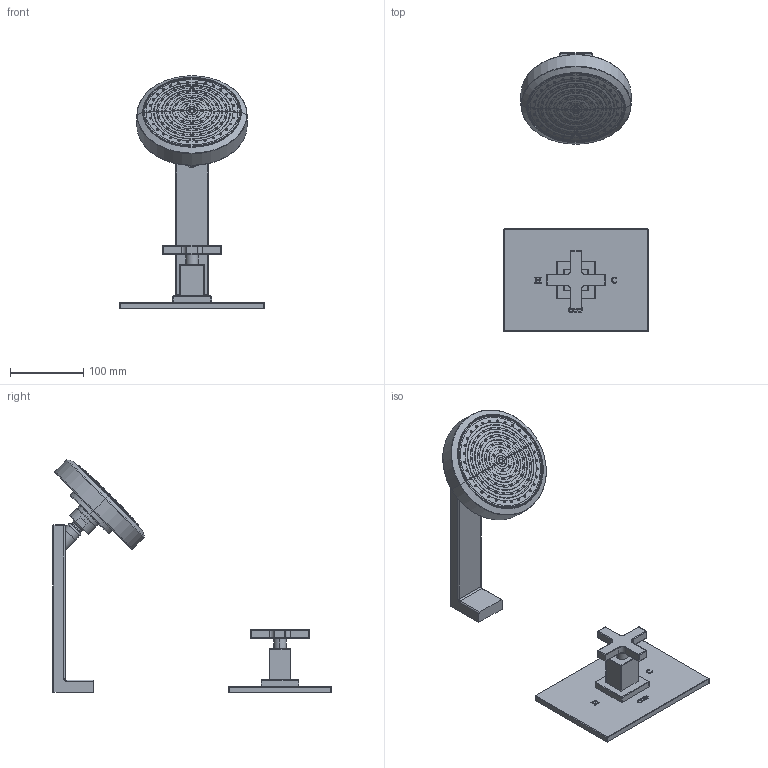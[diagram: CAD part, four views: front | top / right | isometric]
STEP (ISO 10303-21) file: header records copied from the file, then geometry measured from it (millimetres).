
FILE_DESCRIPTION((''),'2;1');
FILE_NAME('3-2994BP','2021-06-01T14:26:57',('jinson.thomas'),(''),'CREO PARAMETRIC BY PTC INC, 2018400','CREO PARAMETRIC BY PTC INC, 2018400','');
FILE_SCHEMA(('CONFIG_CONTROL_DESIGN'));
Length unit declared in the file: inch
Products named in the file (1): 3-2994BP
Bounding box: 196.85 x 379.73 x 317.29 mm (x, y, z)
Volume: 1076023.4 mm3; surface area: 165199 mm2
Topology: 2 solids, 2 shells, 1204 faces, 3136 edges, 2074 vertices
Faces by surface type: cylinder 272, torus 242, cone 188, plane 183, extrusion 178, sphere 134, bspline 7
Entity records: 46256 total; most frequent: CARTESIAN_POINT 17554, ORIENTED_EDGE 6272, DIRECTION 5449, EDGE_CURVE 3136, AXIS2_PLACEMENT_3D 2127, VERTEX_POINT 2074, EDGE_LOOP 1342, FACE_OUTER_BOUND 1204
